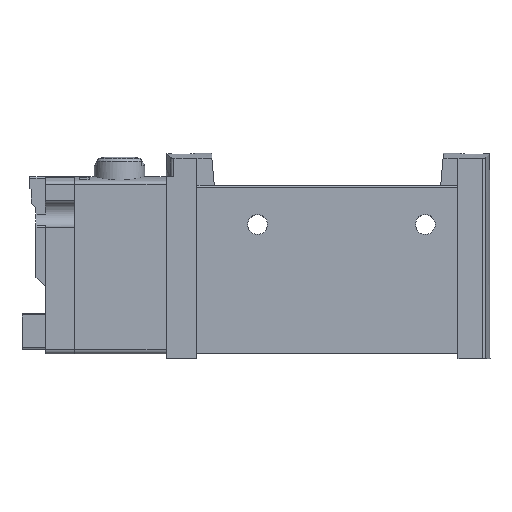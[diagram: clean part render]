
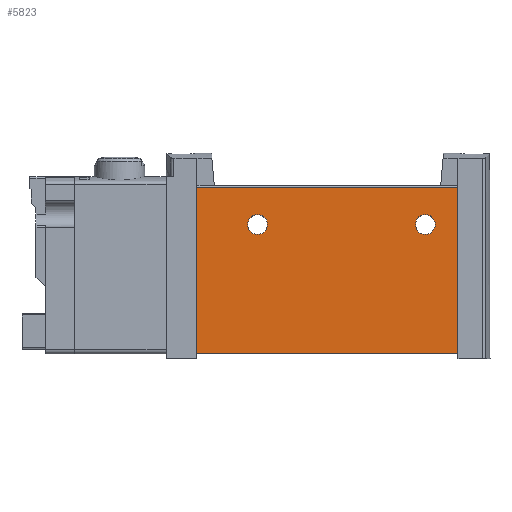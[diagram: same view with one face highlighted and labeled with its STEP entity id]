
A CAD part, top view. The second image highlights one B-rep face of the part: STEP entity #5823.
In plain terms, the highlighted planar face has unit normal (0, 0, 1).
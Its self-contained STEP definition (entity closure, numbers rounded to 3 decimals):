
#65=PLANE('',#6255);
#346=CIRCLE('',#6256,1.6);
#347=CIRCLE('',#6257,1.6);
#557=LINE('',#8841,#1187);
#568=LINE('',#8869,#1198);
#571=LINE('',#8877,#1201);
#574=LINE('',#8885,#1204);
#1187=VECTOR('',#6963,1000.);
#1198=VECTOR('',#6988,1000.);
#1201=VECTOR('',#6995,1000.);
#1204=VECTOR('',#7004,1000.);
#1982=ORIENTED_EDGE('',*,*,#3669,.F.);
#1983=ORIENTED_EDGE('',*,*,#3670,.F.);
#1984=ORIENTED_EDGE('',*,*,#3647,.T.);
#1985=ORIENTED_EDGE('',*,*,#3671,.F.);
#1986=ORIENTED_EDGE('',*,*,#3662,.F.);
#1987=ORIENTED_EDGE('',*,*,#3666,.T.);
#3647=EDGE_CURVE('',#4490,#4489,#557,.T.);
#3662=EDGE_CURVE('',#4499,#4500,#568,.T.);
#3666=EDGE_CURVE('',#4499,#4490,#571,.T.);
#3669=EDGE_CURVE('',#4503,#4503,#346,.F.);
#3670=EDGE_CURVE('',#4504,#4504,#347,.F.);
#3671=EDGE_CURVE('',#4500,#4489,#574,.T.);
#4489=VERTEX_POINT('',#8840);
#4490=VERTEX_POINT('',#8842);
#4499=VERTEX_POINT('',#8868);
#4500=VERTEX_POINT('',#8870);
#4503=VERTEX_POINT('',#8882);
#4504=VERTEX_POINT('',#8884);
#4979=EDGE_LOOP('',(#1982));
#4980=EDGE_LOOP('',(#1983));
#4981=EDGE_LOOP('',(#1984,#1985,#1986,#1987));
#5372=FACE_BOUND('',#4979,.T.);
#5373=FACE_BOUND('',#4980,.T.);
#5374=FACE_BOUND('',#4981,.T.);
#5823=ADVANCED_FACE('',(#5372,#5373,#5374),#65,.F.);
#6255=AXIS2_PLACEMENT_3D('',#8880,#6998,#6999);
#6256=AXIS2_PLACEMENT_3D('',#8881,#7000,#7001);
#6257=AXIS2_PLACEMENT_3D('',#8883,#7002,#7003);
#6963=DIRECTION('',(0.,-1.,0.));
#6988=DIRECTION('',(0.,-1.,0.));
#6995=DIRECTION('',(-1.,0.,0.));
#6998=DIRECTION('',(0.,0.,-1.));
#6999=DIRECTION('',(-1.,0.,0.));
#7000=DIRECTION('',(0.,0.,-1.));
#7001=DIRECTION('',(-1.,0.,0.));
#7002=DIRECTION('',(0.,0.,-1.));
#7003=DIRECTION('',(-1.,0.,0.));
#7004=DIRECTION('',(-1.,0.,0.));
#8840=CARTESIAN_POINT('',(-21.,0.,5.1));
#8841=CARTESIAN_POINT('',(-21.,26.7,5.1));
#8842=CARTESIAN_POINT('',(-21.,26.7,5.1));
#8868=CARTESIAN_POINT('',(21.,26.7,5.1));
#8869=CARTESIAN_POINT('',(21.,26.7,5.1));
#8870=CARTESIAN_POINT('',(21.,0.,5.1));
#8877=CARTESIAN_POINT('',(21.,26.7,5.1));
#8880=CARTESIAN_POINT('',(21.,26.7,5.1));
#8881=CARTESIAN_POINT('',(-11.25,20.8,5.1));
#8882=CARTESIAN_POINT('',(-12.85,20.8,5.1));
#8883=CARTESIAN_POINT('',(15.75,20.8,5.1));
#8884=CARTESIAN_POINT('',(14.15,20.8,5.1));
#8885=CARTESIAN_POINT('',(21.,0.,5.1));
